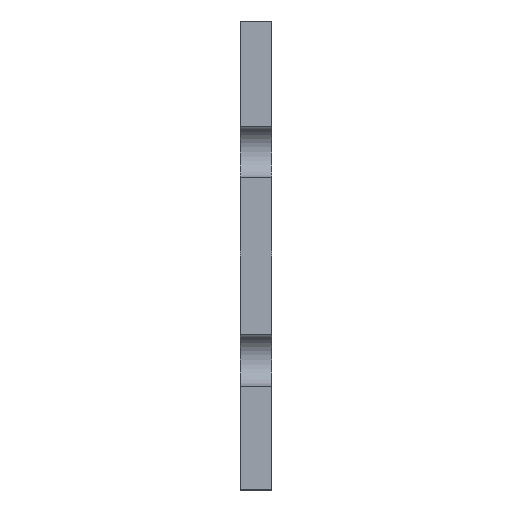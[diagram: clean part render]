
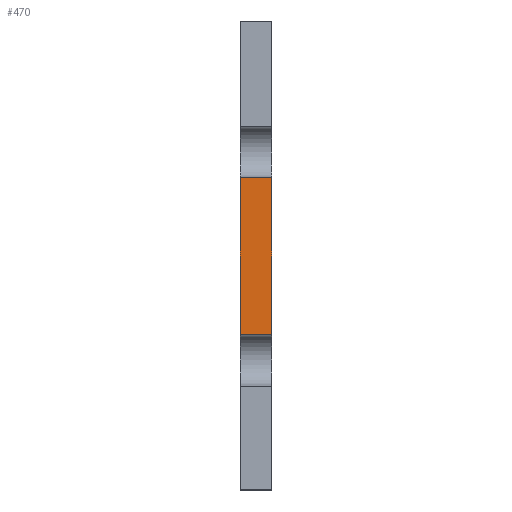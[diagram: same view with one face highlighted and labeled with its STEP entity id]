
A CAD part, left-side view. The second image highlights one B-rep face of the part: STEP entity #470.
In plain terms, the highlighted planar face has unit normal (-1, 0, 0).
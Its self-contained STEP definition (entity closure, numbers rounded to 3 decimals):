
#8 = LINE ( 'NONE', #557, #121 ) ;
#25 = PLANE ( 'NONE',  #273 ) ;
#49 = CARTESIAN_POINT ( 'NONE',  ( -261.5, 3., -7.5 ) ) ;
#71 = LINE ( 'NONE', #133, #683 ) ;
#82 = DIRECTION ( 'NONE',  ( 1., 0., 0. ) ) ;
#90 = VERTEX_POINT ( 'NONE', #655 ) ;
#121 = VECTOR ( 'NONE', #624, 1000. ) ;
#133 = CARTESIAN_POINT ( 'NONE',  ( -261.5, 0., 22.5 ) ) ;
#220 = CARTESIAN_POINT ( 'NONE',  ( -261.5, 0., 7.5 ) ) ;
#265 = CARTESIAN_POINT ( 'NONE',  ( -261.5, 0., -7.5 ) ) ;
#273 = AXIS2_PLACEMENT_3D ( 'NONE', #364, #82, #482 ) ;
#279 = VERTEX_POINT ( 'NONE', #594 ) ;
#335 = VERTEX_POINT ( 'NONE', #265 ) ;
#364 = CARTESIAN_POINT ( 'NONE',  ( -261.5, 3., 22.5 ) ) ;
#371 = EDGE_LOOP ( 'NONE', ( #547, #733, #421, #705 ) ) ;
#421 = ORIENTED_EDGE ( 'NONE', *, *, #597, .F. ) ;
#443 = VECTOR ( 'NONE', #509, 1000. ) ;
#470 = ADVANCED_FACE ( 'NONE', ( #707 ), #25, .F. ) ;
#482 = DIRECTION ( 'NONE',  ( 0., 0., -1. ) ) ;
#494 = LINE ( 'NONE', #220, #516 ) ;
#507 = DIRECTION ( 'NONE',  ( 0., 0., 1. ) ) ;
#509 = DIRECTION ( 'NONE',  ( 0., 0., 1. ) ) ;
#516 = VECTOR ( 'NONE', #643, 1000. ) ;
#526 = EDGE_CURVE ( 'NONE', #335, #279, #71, .T. ) ;
#543 = EDGE_CURVE ( 'NONE', #279, #90, #494, .T. ) ;
#547 = ORIENTED_EDGE ( 'NONE', *, *, #526, .T. ) ;
#557 = CARTESIAN_POINT ( 'NONE',  ( -261.5, 0., -7.5 ) ) ;
#587 = VERTEX_POINT ( 'NONE', #49 ) ;
#594 = CARTESIAN_POINT ( 'NONE',  ( -261.5, 0., 7.5 ) ) ;
#597 = EDGE_CURVE ( 'NONE', #587, #90, #612, .T. ) ;
#612 = LINE ( 'NONE', #699, #443 ) ;
#615 = EDGE_CURVE ( 'NONE', #335, #587, #8, .T. ) ;
#624 = DIRECTION ( 'NONE',  ( 0., 1., 0. ) ) ;
#643 = DIRECTION ( 'NONE',  ( 0., 1., 0. ) ) ;
#655 = CARTESIAN_POINT ( 'NONE',  ( -261.5, 3., 7.5 ) ) ;
#683 = VECTOR ( 'NONE', #507, 1000. ) ;
#699 = CARTESIAN_POINT ( 'NONE',  ( -261.5, 3., 22.5 ) ) ;
#705 = ORIENTED_EDGE ( 'NONE', *, *, #615, .F. ) ;
#707 = FACE_OUTER_BOUND ( 'NONE', #371, .T. ) ;
#733 = ORIENTED_EDGE ( 'NONE', *, *, #543, .T. ) ;
